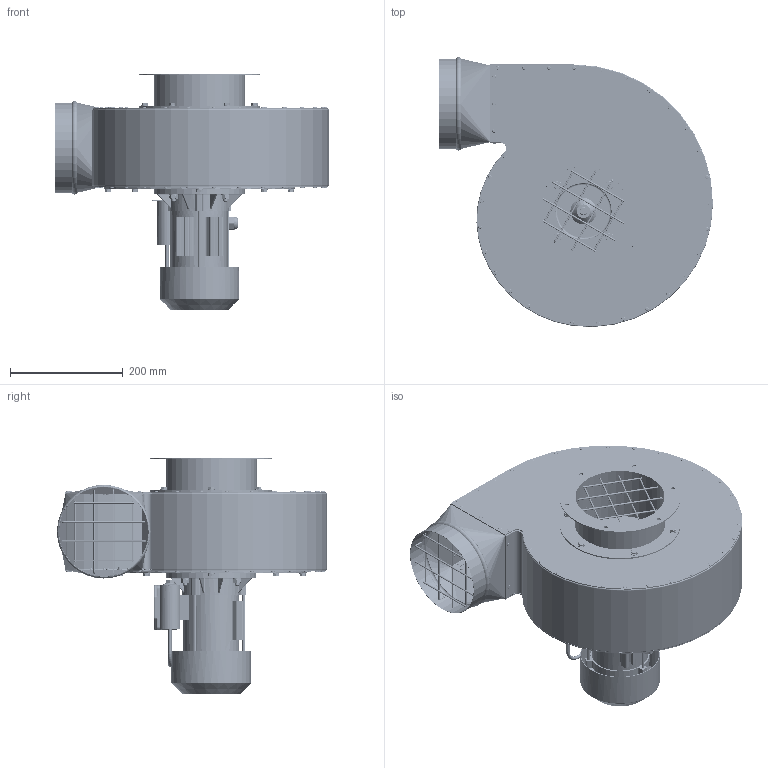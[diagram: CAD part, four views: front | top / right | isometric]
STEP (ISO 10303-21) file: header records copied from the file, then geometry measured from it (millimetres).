
FILE_DESCRIPTION(/* description */ ('804W01 Wentylator WPA-5-E-N'),/* implementation_level */ '2;1');
FILE_NAME(/* name */ '804W01 Wentylator WPA-5-E-N.stp',/* time_stamp */ '2022-05-09T08:29:24+02:00',/* author */ ('a.korpacki'),/* organization */ ('KLIMAWENT S.A.'),/* preprocessor_version */ 'ST-DEVELOPER v18.1',/* originating_system */ 'Autodesk Inventor 2021',/* authorisation */ '');
FILE_SCHEMA (('AUTOMOTIVE_DESIGN { 1 0 10303 214 3 1 1 }'));
Length unit declared in the file: millimetre
Products named in the file (1): ~~
Bounding box: 485.1 x 478.4 x 419 mm (x, y, z)
Volume: 3041588.2 mm3; surface area: 1498919.6 mm2
Topology: 17 solids, 17 shells, 4816 faces, 11725 edges, 7540 vertices
Faces by surface type: plane 2445, bspline 1148, cylinder 841, torus 219, cone 146, sphere 17
Full cylindrical faces by diameter (mm): 3 x24, 3.2 x79, 3.3 x5, 3.5 x66, 4 x8, 4.3 x8, 4.8 x3, 4.917 x1, 6 x33, 6.3 x1, 6.5 x77, 7 x12, 7.92 x8, 8 x16, 8.88 x14, 8.92 x6, 9 x4, 10 x4, 11.63 x4, 12 x1, 12.5 x1, 14 x1, 17 x1, 20 x1, 27 x1, 36 x1, 99.5 x1, 100 x1, 110 x1, 110.5 x1
Entity records: 158416 total; most frequent: CARTESIAN_POINT 46299, ORIENTED_EDGE 23382, DIRECTION 19476, EDGE_CURVE 11691, VERTEX_POINT 7540, AXIS2_PLACEMENT_3D 6554, LINE 6368, VECTOR 6368
